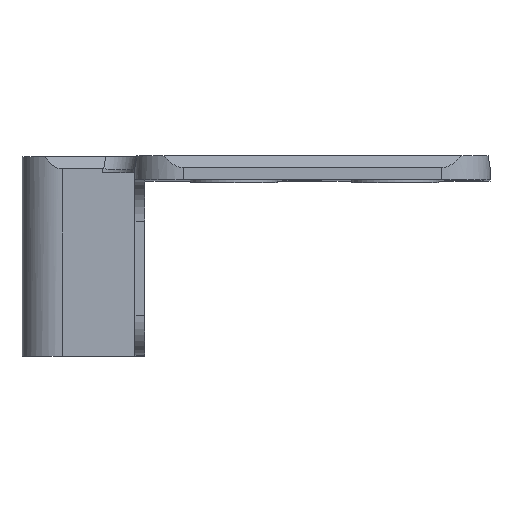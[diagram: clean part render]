
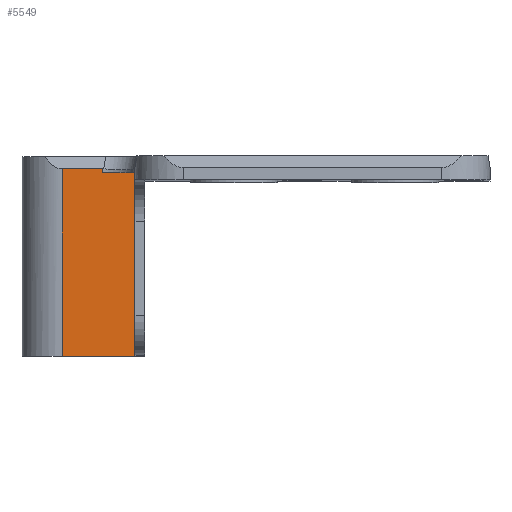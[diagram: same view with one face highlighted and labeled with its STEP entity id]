
A CAD part, top view. The second image highlights one B-rep face of the part: STEP entity #5549.
In plain terms, the highlighted planar face has unit normal (0, 0, 1).
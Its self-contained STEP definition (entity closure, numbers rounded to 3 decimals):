
#468=PLANE('',#5879);
#620=FACE_OUTER_BOUND('',#933,.T.);
#933=EDGE_LOOP('',(#3820,#3821,#3822,#3823,#3824,#3825));
#1294=LINE('',#7104,#1821);
#1295=LINE('',#7108,#1822);
#1296=LINE('',#7110,#1823);
#1297=LINE('',#7112,#1824);
#1298=LINE('',#7114,#1825);
#1299=LINE('',#7115,#1826);
#1821=VECTOR('',#6114,10.);
#1822=VECTOR('',#6119,10.);
#1823=VECTOR('',#6120,10.);
#1824=VECTOR('',#6121,10.);
#1825=VECTOR('',#6122,10.);
#1826=VECTOR('',#6123,10.);
#2394=VERTEX_POINT('',#7101);
#2395=VERTEX_POINT('',#7103);
#2396=VERTEX_POINT('',#7107);
#2397=VERTEX_POINT('',#7109);
#2398=VERTEX_POINT('',#7111);
#2399=VERTEX_POINT('',#7113);
#2963=EDGE_CURVE('',#2394,#2395,#1294,.T.);
#2965=EDGE_CURVE('',#2396,#2394,#1295,.T.);
#2966=EDGE_CURVE('',#2397,#2396,#1296,.T.);
#2967=EDGE_CURVE('',#2398,#2397,#1297,.T.);
#2968=EDGE_CURVE('',#2399,#2398,#1298,.T.);
#2969=EDGE_CURVE('',#2395,#2399,#1299,.T.);
#3820=ORIENTED_EDGE('',*,*,#2963,.F.);
#3821=ORIENTED_EDGE('',*,*,#2965,.F.);
#3822=ORIENTED_EDGE('',*,*,#2966,.F.);
#3823=ORIENTED_EDGE('',*,*,#2967,.F.);
#3824=ORIENTED_EDGE('',*,*,#2968,.F.);
#3825=ORIENTED_EDGE('',*,*,#2969,.F.);
#5549=ADVANCED_FACE('',(#620),#468,.T.);
#5879=AXIS2_PLACEMENT_3D('',#7106,#6117,#6118);
#6114=DIRECTION('',(0.,1.,0.));
#6117=DIRECTION('center_axis',(0.,0.,1.));
#6118=DIRECTION('ref_axis',(-1.,0.,0.));
#6119=DIRECTION('',(-1.,0.,0.));
#6120=DIRECTION('',(0.,-1.,0.));
#6121=DIRECTION('',(1.,0.,0.));
#6122=DIRECTION('',(0.,-1.,0.));
#6123=DIRECTION('',(1.,0.,0.));
#7101=CARTESIAN_POINT('',(13.519,127.724,124.458));
#7103=CARTESIAN_POINT('',(13.519,150.974,124.458));
#7104=CARTESIAN_POINT('',(13.519,152.474,124.458));
#7106=CARTESIAN_POINT('Origin',(64.718,152.474,124.458));
#7107=CARTESIAN_POINT('',(22.518,127.724,124.458));
#7108=CARTESIAN_POINT('',(15.468,127.724,124.458));
#7109=CARTESIAN_POINT('',(22.518,150.474,124.458));
#7110=CARTESIAN_POINT('',(22.518,151.224,124.458));
#7111=CARTESIAN_POINT('',(18.518,150.474,124.458));
#7112=CARTESIAN_POINT('',(51.294,150.474,124.458));
#7113=CARTESIAN_POINT('',(18.518,150.974,124.458));
#7114=CARTESIAN_POINT('',(18.518,151.224,124.458));
#7115=CARTESIAN_POINT('',(51.294,150.974,124.458));
